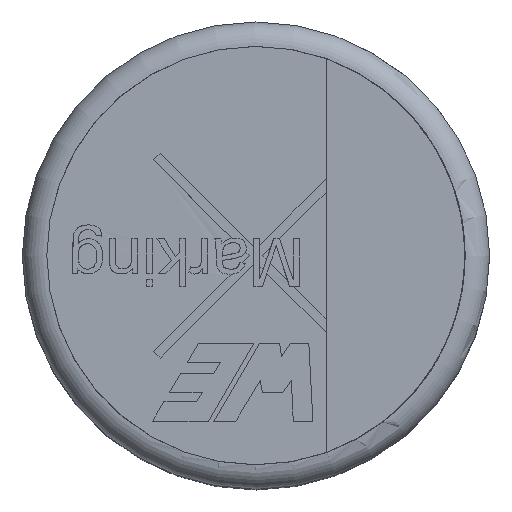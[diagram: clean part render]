
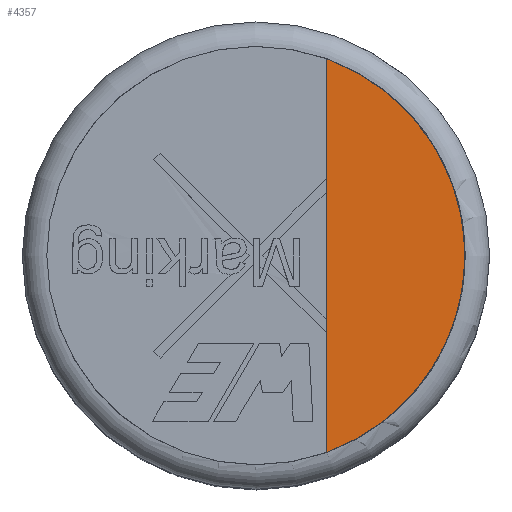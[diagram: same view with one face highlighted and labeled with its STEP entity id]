
A CAD part, top view. The second image highlights one B-rep face of the part: STEP entity #4357.
In plain terms, the highlighted planar face has unit normal (0, 0, 1).
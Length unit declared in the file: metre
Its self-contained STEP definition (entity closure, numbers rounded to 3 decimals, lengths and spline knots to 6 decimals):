
#343=LINE('',#6623,#641);
#641=VECTOR('',#5226,1.);
#1253=ORIENTED_EDGE('',*,*,#1862,.F.);
#1254=ORIENTED_EDGE('',*,*,#1863,.F.);
#1862=EDGE_CURVE('',#2178,#2179,#2267,.T.);
#1863=EDGE_CURVE('',#2179,#2178,#343,.T.);
#2178=VERTEX_POINT('',#6621);
#2179=VERTEX_POINT('',#6622);
#2267=CIRCLE('',#4579,0.004477);
#2458=EDGE_LOOP('',(#1253,#1254));
#2715=FACE_BOUND('',#2458,.T.);
#2916=PLANE('',#4578);
#4357=ADVANCED_FACE('',(#2715),#2916,.F.);
#4578=AXIS2_PLACEMENT_3D('',#6619,#5222,#5223);
#4579=AXIS2_PLACEMENT_3D('',#6620,#5224,#5225);
#5222=DIRECTION('',(0.,0.,-1.));
#5223=DIRECTION('',(-1.,0.,0.));
#5224=DIRECTION('',(0.,0.,-1.));
#5225=DIRECTION('',(1.,0.,0.));
#5226=DIRECTION('',(0.,-1.,0.));
#6619=CARTESIAN_POINT('',(0.,0.,0.00988));
#6620=CARTESIAN_POINT('',(0.,0.,0.00988));
#6621=CARTESIAN_POINT('',(-0.0015,-0.004218,0.00988));
#6622=CARTESIAN_POINT('',(-0.0015,0.004218,0.00988));
#6623=CARTESIAN_POINT('',(-0.0015,0.004218,0.00988));
